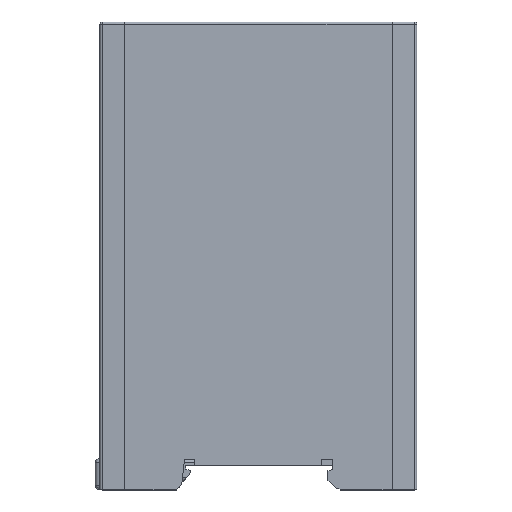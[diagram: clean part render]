
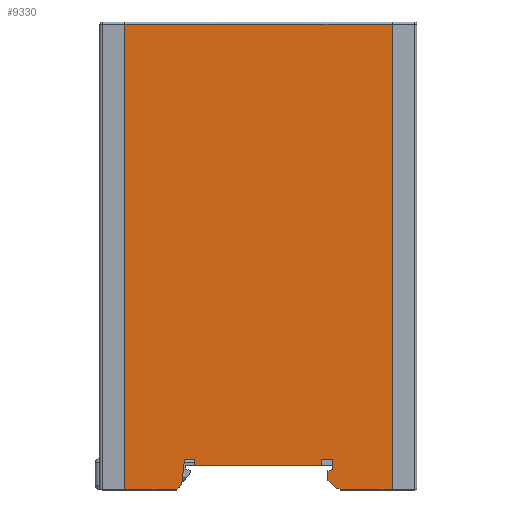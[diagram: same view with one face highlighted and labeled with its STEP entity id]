
A CAD part, top view. The second image highlights one B-rep face of the part: STEP entity #9330.
In plain terms, the highlighted face is planar.
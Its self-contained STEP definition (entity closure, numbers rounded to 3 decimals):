
#9110 = VERTEX_POINT('',#9111);
#9111 = CARTESIAN_POINT('',(466.007,100.244,9.5));
#9118 = EDGE_CURVE('',#9110,#9119,#9121,.T.);
#9119 = VERTEX_POINT('',#9120);
#9120 = CARTESIAN_POINT('',(402.607,100.244,9.5));
#9121 = LINE('',#9122,#9123);
#9122 = CARTESIAN_POINT('',(466.007,100.244,9.5));
#9123 = VECTOR('',#9124,1.);
#9124 = DIRECTION('',(-1.,0.,0.));
#9312 = EDGE_CURVE('',#9313,#9119,#9315,.T.);
#9313 = VERTEX_POINT('',#9314);
#9314 = CARTESIAN_POINT('',(402.607,-10.056,9.5));
#9315 = LINE('',#9316,#9317);
#9316 = CARTESIAN_POINT('',(402.607,-10.056,9.5));
#9317 = VECTOR('',#9318,1.);
#9318 = DIRECTION('',(0.,1.,0.));
#9330 = ADVANCED_FACE('',(#9331),#9461,.F.);
#9331 = FACE_BOUND('',#9332,.T.);
#9332 = EDGE_LOOP('',(#9333,#9334,#9342,#9350,#9358,#9366,#9374,#9382,
    #9390,#9398,#9406,#9414,#9422,#9430,#9438,#9446,#9454,#9460));
#9333 = ORIENTED_EDGE('',*,*,#9118,.F.);
#9334 = ORIENTED_EDGE('',*,*,#9335,.T.);
#9335 = EDGE_CURVE('',#9110,#9336,#9338,.T.);
#9336 = VERTEX_POINT('',#9337);
#9337 = CARTESIAN_POINT('',(466.007,-10.056,9.5));
#9338 = LINE('',#9339,#9340);
#9339 = CARTESIAN_POINT('',(466.007,100.244,9.5));
#9340 = VECTOR('',#9341,1.);
#9341 = DIRECTION('',(0.,-1.,0.));
#9342 = ORIENTED_EDGE('',*,*,#9343,.T.);
#9343 = EDGE_CURVE('',#9336,#9344,#9346,.T.);
#9344 = VERTEX_POINT('',#9345);
#9345 = CARTESIAN_POINT('',(453.707,-10.056,9.5));
#9346 = LINE('',#9347,#9348);
#9347 = CARTESIAN_POINT('',(466.007,-10.056,9.5));
#9348 = VECTOR('',#9349,1.);
#9349 = DIRECTION('',(-1.,0.,0.));
#9350 = ORIENTED_EDGE('',*,*,#9351,.T.);
#9351 = EDGE_CURVE('',#9344,#9352,#9354,.T.);
#9352 = VERTEX_POINT('',#9353);
#9353 = CARTESIAN_POINT('',(452.457,-8.806,9.5));
#9354 = LINE('',#9355,#9356);
#9355 = CARTESIAN_POINT('',(453.707,-10.056,9.5));
#9356 = VECTOR('',#9357,1.);
#9357 = DIRECTION('',(-0.707,0.707,0.));
#9358 = ORIENTED_EDGE('',*,*,#9359,.T.);
#9359 = EDGE_CURVE('',#9352,#9360,#9362,.T.);
#9360 = VERTEX_POINT('',#9361);
#9361 = CARTESIAN_POINT('',(451.793,-2.756,9.5));
#9362 = LINE('',#9363,#9364);
#9363 = CARTESIAN_POINT('',(452.457,-8.806,9.5));
#9364 = VECTOR('',#9365,1.);
#9365 = DIRECTION('',(-0.109,0.994,0.));
#9366 = ORIENTED_EDGE('',*,*,#9367,.T.);
#9367 = EDGE_CURVE('',#9360,#9368,#9370,.T.);
#9368 = VERTEX_POINT('',#9369);
#9369 = CARTESIAN_POINT('',(449.307,-2.756,9.5));
#9370 = LINE('',#9371,#9372);
#9371 = CARTESIAN_POINT('',(451.793,-2.756,9.5));
#9372 = VECTOR('',#9373,1.);
#9373 = DIRECTION('',(-1.,0.,0.));
#9374 = ORIENTED_EDGE('',*,*,#9375,.T.);
#9375 = EDGE_CURVE('',#9368,#9376,#9378,.T.);
#9376 = VERTEX_POINT('',#9377);
#9377 = CARTESIAN_POINT('',(449.307,-4.256,9.5));
#9378 = LINE('',#9379,#9380);
#9379 = CARTESIAN_POINT('',(449.307,-2.756,9.5));
#9380 = VECTOR('',#9381,1.);
#9381 = DIRECTION('',(0.,-1.,0.));
#9382 = ORIENTED_EDGE('',*,*,#9383,.T.);
#9383 = EDGE_CURVE('',#9376,#9384,#9386,.T.);
#9384 = VERTEX_POINT('',#9385);
#9385 = CARTESIAN_POINT('',(419.307,-4.256,9.5));
#9386 = LINE('',#9387,#9388);
#9387 = CARTESIAN_POINT('',(449.307,-4.256,9.5));
#9388 = VECTOR('',#9389,1.);
#9389 = DIRECTION('',(-1.,0.,0.));
#9390 = ORIENTED_EDGE('',*,*,#9391,.T.);
#9391 = EDGE_CURVE('',#9384,#9392,#9394,.T.);
#9392 = VERTEX_POINT('',#9393);
#9393 = CARTESIAN_POINT('',(419.307,-2.756,9.5));
#9394 = LINE('',#9395,#9396);
#9395 = CARTESIAN_POINT('',(419.307,-4.256,9.5));
#9396 = VECTOR('',#9397,1.);
#9397 = DIRECTION('',(0.,1.,0.));
#9398 = ORIENTED_EDGE('',*,*,#9399,.T.);
#9399 = EDGE_CURVE('',#9392,#9400,#9402,.T.);
#9400 = VERTEX_POINT('',#9401);
#9401 = CARTESIAN_POINT('',(416.657,-2.756,9.5));
#9402 = LINE('',#9403,#9404);
#9403 = CARTESIAN_POINT('',(419.307,-2.756,9.5));
#9404 = VECTOR('',#9405,1.);
#9405 = DIRECTION('',(-1.,0.,0.));
#9406 = ORIENTED_EDGE('',*,*,#9407,.T.);
#9407 = EDGE_CURVE('',#9400,#9408,#9410,.T.);
#9408 = VERTEX_POINT('',#9409);
#9409 = CARTESIAN_POINT('',(416.657,-5.156,9.5));
#9410 = LINE('',#9411,#9412);
#9411 = CARTESIAN_POINT('',(416.657,-2.756,9.5));
#9412 = VECTOR('',#9413,1.);
#9413 = DIRECTION('',(0.,-1.,0.));
#9414 = ORIENTED_EDGE('',*,*,#9415,.T.);
#9415 = EDGE_CURVE('',#9408,#9416,#9418,.T.);
#9416 = VERTEX_POINT('',#9417);
#9417 = CARTESIAN_POINT('',(417.807,-5.575,9.5));
#9418 = LINE('',#9419,#9420);
#9419 = CARTESIAN_POINT('',(416.657,-5.156,9.5));
#9420 = VECTOR('',#9421,1.);
#9421 = DIRECTION('',(0.94,-0.342,0.));
#9422 = ORIENTED_EDGE('',*,*,#9423,.T.);
#9423 = EDGE_CURVE('',#9416,#9424,#9426,.T.);
#9424 = VERTEX_POINT('',#9425);
#9425 = CARTESIAN_POINT('',(417.807,-7.756,9.5));
#9426 = LINE('',#9427,#9428);
#9427 = CARTESIAN_POINT('',(417.807,-5.575,9.5));
#9428 = VECTOR('',#9429,1.);
#9429 = DIRECTION('',(0.,-1.,0.));
#9430 = ORIENTED_EDGE('',*,*,#9431,.T.);
#9431 = EDGE_CURVE('',#9424,#9432,#9434,.T.);
#9432 = VERTEX_POINT('',#9433);
#9433 = CARTESIAN_POINT('',(415.807,-9.756,9.5));
#9434 = LINE('',#9435,#9436);
#9435 = CARTESIAN_POINT('',(417.807,-7.756,9.5));
#9436 = VECTOR('',#9437,1.);
#9437 = DIRECTION('',(-0.707,-0.707,0.));
#9438 = ORIENTED_EDGE('',*,*,#9439,.T.);
#9439 = EDGE_CURVE('',#9432,#9440,#9442,.T.);
#9440 = VERTEX_POINT('',#9441);
#9441 = CARTESIAN_POINT('',(415.207,-9.756,9.5));
#9442 = LINE('',#9443,#9444);
#9443 = CARTESIAN_POINT('',(415.807,-9.756,9.5));
#9444 = VECTOR('',#9445,1.);
#9445 = DIRECTION('',(-1.,0.,0.));
#9446 = ORIENTED_EDGE('',*,*,#9447,.T.);
#9447 = EDGE_CURVE('',#9440,#9448,#9450,.T.);
#9448 = VERTEX_POINT('',#9449);
#9449 = CARTESIAN_POINT('',(414.907,-10.056,9.5));
#9450 = LINE('',#9451,#9452);
#9451 = CARTESIAN_POINT('',(415.207,-9.756,9.5));
#9452 = VECTOR('',#9453,1.);
#9453 = DIRECTION('',(-0.707,-0.707,0.));
#9454 = ORIENTED_EDGE('',*,*,#9455,.T.);
#9455 = EDGE_CURVE('',#9448,#9313,#9456,.T.);
#9456 = LINE('',#9457,#9458);
#9457 = CARTESIAN_POINT('',(414.907,-10.056,9.5));
#9458 = VECTOR('',#9459,1.);
#9459 = DIRECTION('',(-1.,0.,0.));
#9460 = ORIENTED_EDGE('',*,*,#9312,.T.);
#9461 = PLANE('',#9462);
#9462 = AXIS2_PLACEMENT_3D('',#9463,#9464,#9465);
#9463 = CARTESIAN_POINT('',(434.286,59.235,9.5));
#9464 = DIRECTION('',(0.,0.,1.));
#9465 = DIRECTION('',(1.,0.,0.));
